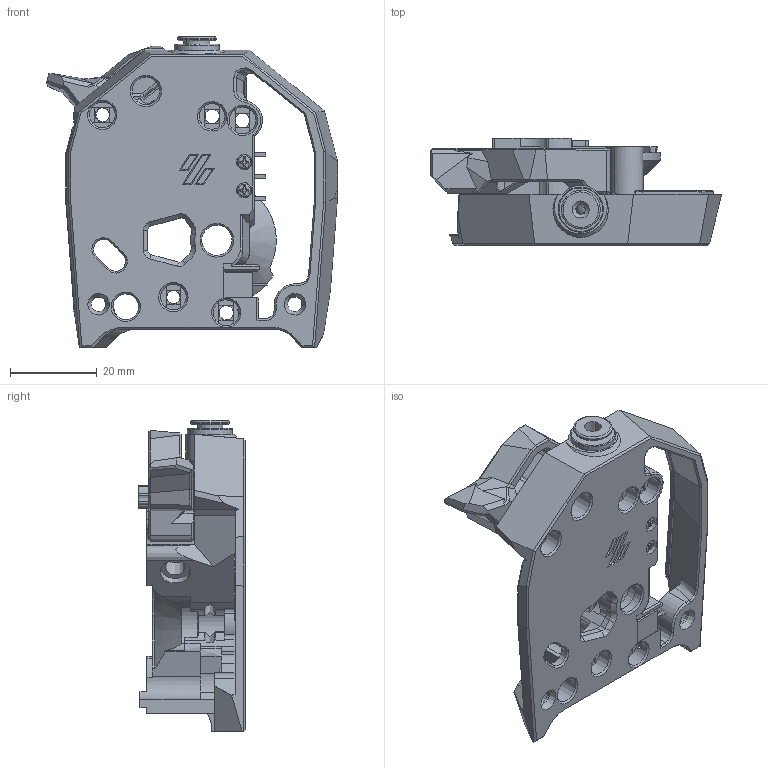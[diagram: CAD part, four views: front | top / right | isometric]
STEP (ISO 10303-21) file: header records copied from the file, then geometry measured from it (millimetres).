
FILE_DESCRIPTION(/* description */ (''),/* implementation_level */ '2;1');
FILE_NAME(/* name */ 'Stealthburner_CW2_Filament_Sensor_ECAS.stp',/* time_stamp */ '2024-03-04T01:03:18+01:00',/* author */ (''),/* organization */ (''),/* preprocessor_version */ 'ST-DEVELOPER v16.7',/* originating_system */ 'SIEMENS PLM Software NX 1847',/* authorisation */ '');
FILE_SCHEMA (('AP203_CONFIGURATION_CONTROLLED_3D_DESIGN_OF_MECHANICAL_PARTS_AND_ASSEMBLIES_MIM_LF { 1 0 10303 403 2 1 2}'));
Length unit declared in the file: millimetre
Products named in the file (10): Seal365381210; Release clip365371211; Main body365361212; [a]_SB_latch_ECAS1213; 90380A328_Phillips Rounded Head Thread-Forming Screws365391214; kulicka 5,6 v11215; d2f-5 v11216; EASUN ECAS04 v3 (1)365351217; Carrot_Feeder_V1.1 v11218; Stealthburner_CW2_Filament_Sensor_ECAS_stp
Assembly tree (14 placements, depth 4):
  Stealthburner_CW2_Filament_Sensor_ECAS_stp
    d2f-5 v11216  x2
    kulicka 5,6 v11215  x2
    Carrot_Feeder_V1.1 v11218
      EASUN ECAS04 v3 (1)365351217
        Main body365361212
        Release clip365371211
        Seal365381210
    90380A328_Phillips Rounded Head Thread-Forming Screws365391214  x4
    [a]_SB_latch_ECAS1213
Bounding box: 67.3 x 24.7 x 71.89 mm (x, y, z)
Volume: 28650.3 mm3; surface area: 20230.3 mm2
Topology: 13 solids, 14 shells, 1135 faces, 3047 edges, 1948 vertices
Faces by surface type: plane 594, cylinder 311, cone 109, bspline 100, torus 17, sphere 4
Full cylindrical faces by diameter (mm): 1.15 x36, 2 x38, 2.2 x4, 2.4 x2, 2.8 x1, 3.2 x1, 3.4 x7, 3.6 x4, 4 x3, 4.2 x2, 4.7 x4, 5.6 x1, 6 x8, 6.248 x1, 6.4 x1, 7 x2, 8 x3, 8.2 x1, 8.45 x1, 8.47 x1, 9 x1, 10.45 x1
Entity records: 34711 total; most frequent: CARTESIAN_POINT 12737, ORIENTED_EDGE 4348, DIRECTION 4079, EDGE_CURVE 2174, VERTEX_POINT 1409, AXIS2_PLACEMENT_3D 1364, LINE 1351, VECTOR 1351
